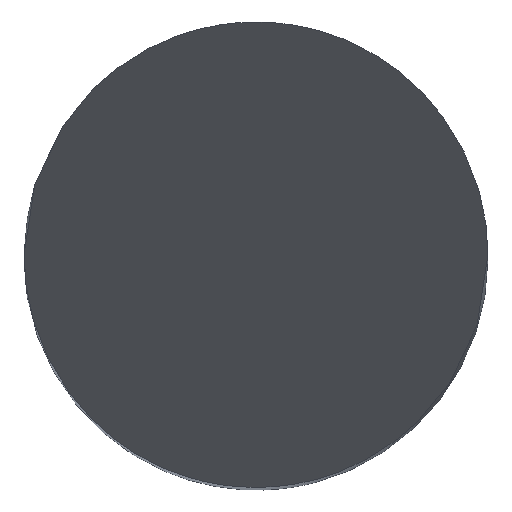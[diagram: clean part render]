
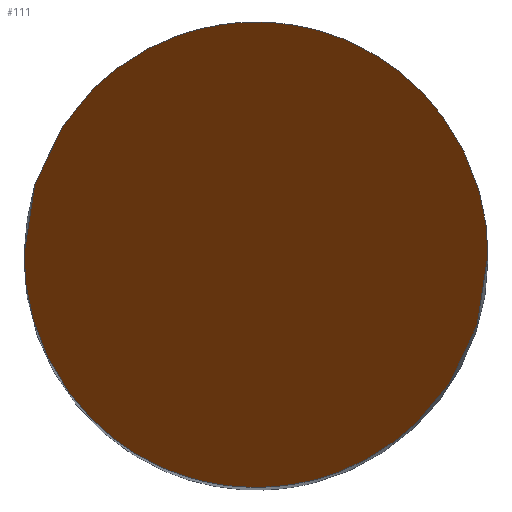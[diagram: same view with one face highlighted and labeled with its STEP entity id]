
A CAD part, top view. The second image highlights one B-rep face of the part: STEP entity #111.
In plain terms, the highlighted planar face has unit normal (0, -0.866, 0.5).
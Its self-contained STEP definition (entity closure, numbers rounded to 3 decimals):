
#51=PLANE('',#668);
#111=ADVANCED_FACE('',(#155),#51,.F.);
#155=FACE_OUTER_BOUND('',#190,.T.);
#190=EDGE_LOOP('',(#317,#318));
#317=ORIENTED_EDGE('',*,*,#504,.F.);
#318=ORIENTED_EDGE('',*,*,#530,.F.);
#446=VERTEX_POINT('',#934);
#447=VERTEX_POINT('',#935);
#504=EDGE_CURVE('',#446,#447,#606,.T.);
#530=EDGE_CURVE('',#447,#446,#610,.T.);
#606=(
BOUNDED_CURVE()
B_SPLINE_CURVE(3,(#930,#931,#932,#933),.UNSPECIFIED.,.F.,.F.)
B_SPLINE_CURVE_WITH_KNOTS((4,4),(0.,1.),.UNSPECIFIED.)
CURVE()
GEOMETRIC_REPRESENTATION_ITEM()
RATIONAL_B_SPLINE_CURVE((1.,0.333,0.333,1.))
REPRESENTATION_ITEM('')
);
#610=(
BOUNDED_CURVE()
B_SPLINE_CURVE(3,(#1045,#1046,#1047,#1048),.UNSPECIFIED.,.F.,.F.)
B_SPLINE_CURVE_WITH_KNOTS((4,4),(0.,1.),.UNSPECIFIED.)
CURVE()
GEOMETRIC_REPRESENTATION_ITEM()
RATIONAL_B_SPLINE_CURVE((1.,0.333,0.333,1.))
REPRESENTATION_ITEM('')
);
#668=AXIS2_PLACEMENT_3D('',#1070,#765,#766);
#765=DIRECTION('',(0.,0.866,-0.5));
#766=DIRECTION('',(0.,-0.5,-0.866));
#930=CARTESIAN_POINT('',(-2.5,0.,0.));
#931=CARTESIAN_POINT('',(-2.5,5.,8.66));
#932=CARTESIAN_POINT('',(2.5,5.,8.66));
#933=CARTESIAN_POINT('',(2.5,0.,0.));
#934=CARTESIAN_POINT('',(-2.5,0.,0.));
#935=CARTESIAN_POINT('',(2.5,0.,0.));
#1045=CARTESIAN_POINT('',(2.5,0.,0.));
#1046=CARTESIAN_POINT('',(2.5,-5.,-8.66));
#1047=CARTESIAN_POINT('',(-2.5,-5.,-8.66));
#1048=CARTESIAN_POINT('',(-2.5,0.,0.));
#1070=CARTESIAN_POINT('',(2.5,2.5,4.33));
